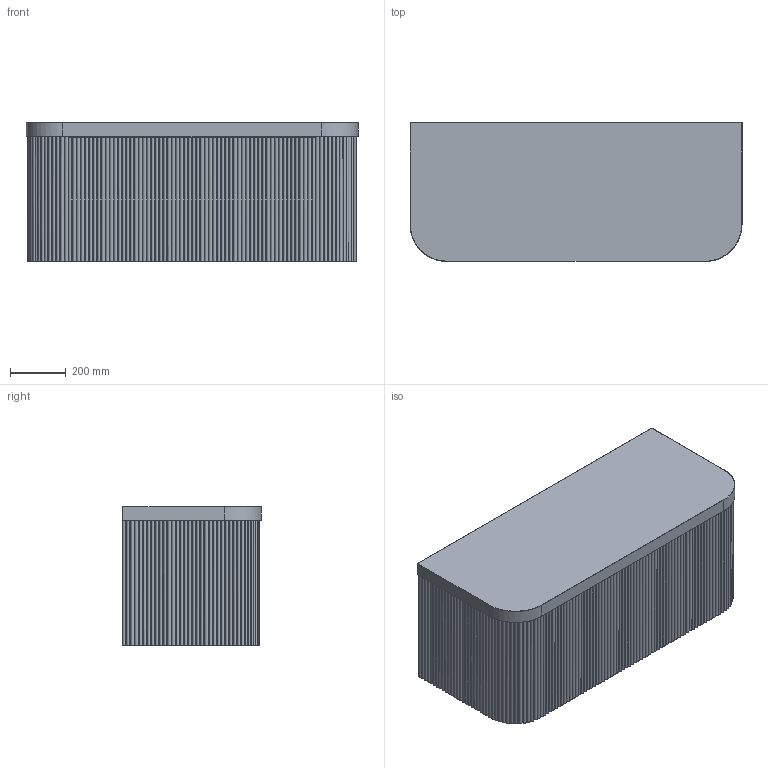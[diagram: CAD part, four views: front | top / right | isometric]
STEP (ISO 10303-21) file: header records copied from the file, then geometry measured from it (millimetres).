
FILE_DESCRIPTION(/* description */ (''),/* implementation_level */ '2;1');
FILE_NAME(/* name */ 'Kado Neue Fluted Double Curve 1200 (50MM)',/* time_stamp */ '2025-07-09T15:05:37+10:00',/* author */ (''),/* organization */ (''),/* preprocessor_version */ 'ST-DEVELOPER v16.5',/* originating_system */ '',/* authorisation */ '');
FILE_SCHEMA (('AUTOMOTIVE_DESIGN'));
Length unit declared in the file: millimetre
Products named in the file (11): Document; Kado Neue Fluted Double Curve 1200 (50MM); Kado Neue Fluted Double Curve ALL11; Kado Neue Fluted Double Curve 120010; Kado Neue Fluted Panel 4438; Kado Neue Fluted Panel 4435; Kado Neue Fluted Carcass 12007; Kado Neue Fluted End23; Kado Neue Fluted Double Curve ALL BENCHTOPS9; Kado Neue Fluted Double Curve Benchtop (50MM) ALL; Kado Neue Fluted Double Curve 1200 Benchtop (50MM)
Assembly tree (12 placements, depth 6):
  Document
    Kado Neue Fluted Double Curve 1200 (50MM)
      Kado Neue Fluted Double Curve ALL11
        Kado Neue Fluted Double Curve 120010
          Kado Neue Fluted Panel 4438  x2
            Kado Neue Fluted Panel 4435
          Kado Neue Fluted Carcass 12007
          Kado Neue Fluted End23  x2
      Kado Neue Fluted Double Curve ALL BENCHTOPS9
        Kado Neue Fluted Double Curve Benchtop (50MM) ALL
          Kado Neue Fluted Double Curve 1200 Benchtop (50MM)
Bounding box: 1195 x 500.05 x 500 mm (x, y, z)
Volume: 96977084.2 mm3; surface area: 7675095.2 mm2
Topology: 12 solids, 12 shells, 664 faces, 1903 edges, 1262 vertices
Faces by surface type: cylinder 441, plane 217, bspline 6
Entity records: 11136 total; most frequent: CARTESIAN_POINT 4227, ORIENTED_EDGE 2026, EDGE_CURVE 1013, VERTEX_POINT 670, B_SPLINE_CURVE_WITH_KNOTS 557, DIRECTION 410, AXIS2_PLACEMENT_3D 383, EDGE_LOOP 363
